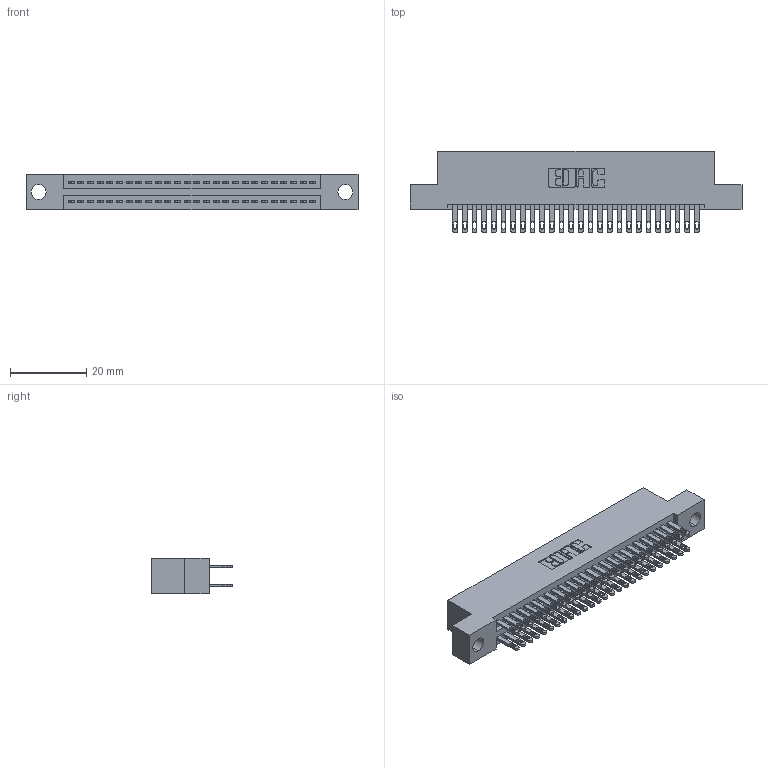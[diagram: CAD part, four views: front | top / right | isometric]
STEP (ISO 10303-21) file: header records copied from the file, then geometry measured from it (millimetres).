
FILE_DESCRIPTION (( 'STEP AP203' ), '1' );
FILE_NAME ('345-052-500-204.STEP', '2021-05-20T03:29:39', ( '' ), ( '' ), 'SwSTEP 2.0', 'SolidWorks 2020', '' );
FILE_SCHEMA (( 'CONFIG_CONTROL_DESIGN' ));
Length unit declared in the file: inch
Products named in the file (3): 345 Part_Flush Mounting Lugs - 0.156 Dia-TI; 345-052-500-204; 345-292-001_345-293-100
Assembly tree (53 placements, depth 2):
  345-052-500-204
    345 Part_Flush Mounting Lugs - 0.156 Dia-TI
    345-292-001_345-293-100  x52
Bounding box: 87.25 x 21.51 x 9.4 mm (x, y, z)
Volume: 8379.9 mm3; surface area: 12459 mm2
Topology: 53 solids, 53 shells, 2532 faces, 7709 edges, 5138 vertices
Faces by surface type: plane 1498, cylinder 1034
Entity records: 22903 total; most frequent: CARTESIAN_POINT 3858, ORIENTED_EDGE 3790, DIRECTION 3423, EDGE_CURVE 1895, LINE 1655, VECTOR 1655, VERTEX_POINT 1262, AXIS2_PLACEMENT_3D 884
